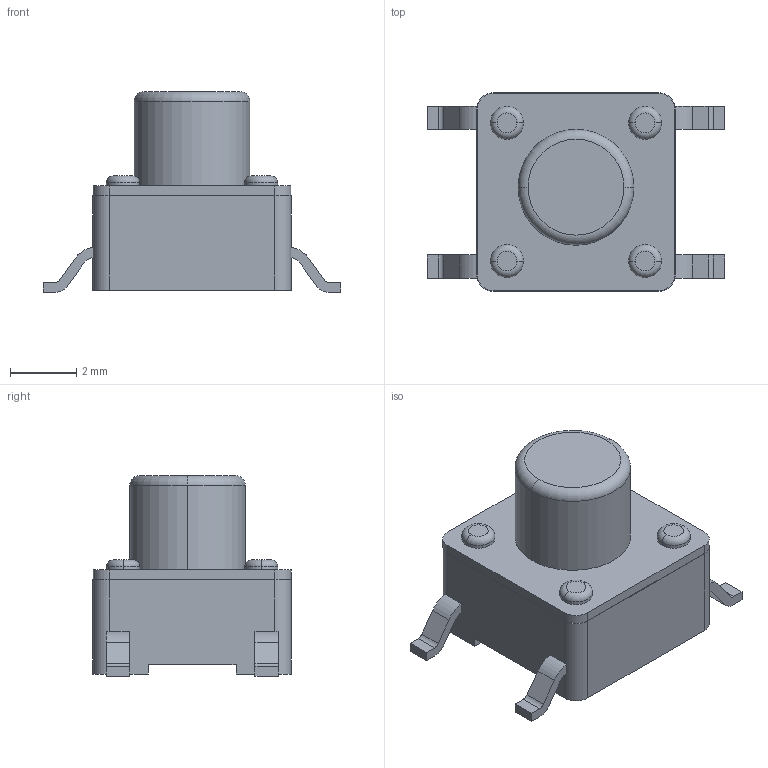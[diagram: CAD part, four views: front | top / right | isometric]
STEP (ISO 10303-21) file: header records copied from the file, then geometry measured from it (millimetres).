
FILE_DESCRIPTION (( 'STEP AP214' ), '1' );
FILE_NAME ('SW-SMD_4P-L6.0-W6.0-P4.50-LS9.0_KH-6X6X6H-STM.STEP', '2025-09-12T15:55:44', ( '' ), ( '' ), 'SwSTEP 2.0', 'SolidWorks 2020', '' );
FILE_SCHEMA (( 'AUTOMOTIVE_DESIGN' ));
Length unit declared in the file: millimetre
Products named in the file (1): SW-SMD_4P-L6.0-W6.0-P4.50-LS9.0_KH-6X6X6H-STM
Bounding box: 9 x 6.01 x 6.07 mm (x, y, z)
Volume: 137.8 mm3; surface area: 194.7 mm2
Topology: 1 solids, 1 shells, 316 faces, 857 edges, 568 vertices
Faces by surface type: plane 174, bspline 98, cylinder 34, torus 10
Entity records: 13939 total; most frequent: CARTESIAN_POINT 3072, ORIENTED_EDGE 1714, DIRECTION 1175, EDGE_CURVE 857, VERTEX_POINT 568, LINE 561, VECTOR 561, EDGE_LOOP 341
